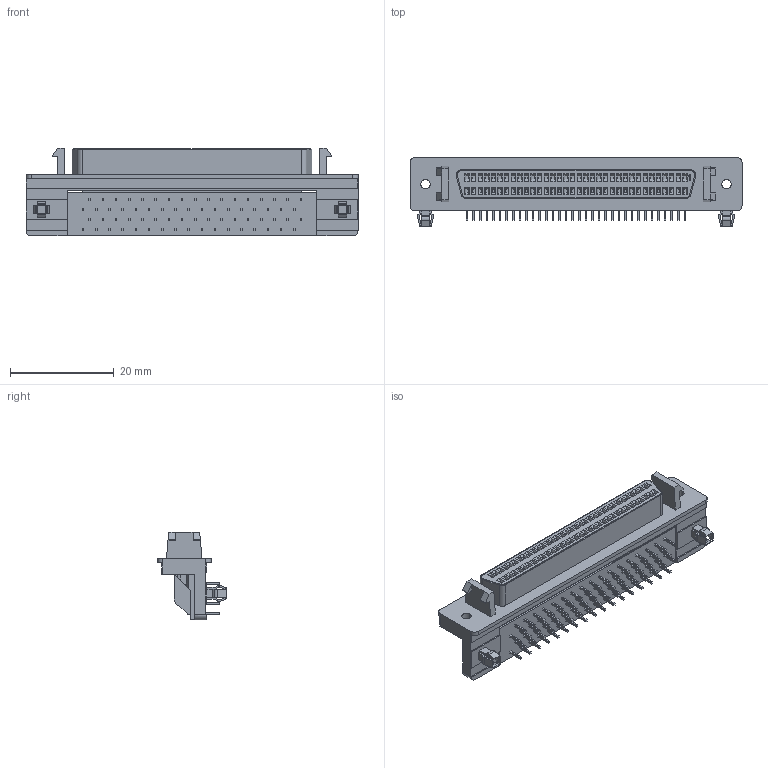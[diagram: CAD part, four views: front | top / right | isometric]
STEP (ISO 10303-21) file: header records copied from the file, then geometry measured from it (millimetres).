
FILE_DESCRIPTION((''),'2;1');
FILE_NAME('C-5787082-7','2012-11-16T',('workeradm'),('Tyco Electronics Ltd.'),'PRO/ENGINEER BY PARAMETRIC TECHNOLOGY CORPORATION, 2010430','PRO/ENGINEER BY PARAMETRIC TECHNOLOGY CORPORATION, 2010430','');
FILE_SCHEMA(('AUTOMOTIVE_DESIGN { 1 0 10303 214 1 1 1 1 }'));
Length unit declared in the file: millimetre
Products named in the file (1): C-5787082-7
Bounding box: 63.88 x 13.31 x 16.87 mm (x, y, z)
Volume: 5318 mm3; surface area: 4427.2 mm2
Topology: 1 solids, 1 shells, 1190 faces, 2846 edges, 1804 vertices
Faces by surface type: plane 1134, cylinder 56
Entity records: 33802 total; most frequent: CARTESIAN_POINT 5849, ORIENTED_EDGE 5692, DIRECTION 5338, EDGE_CURVE 2846, VECTOR 2730, LINE 2730, VERTEX_POINT 1804, EDGE_LOOP 1344
